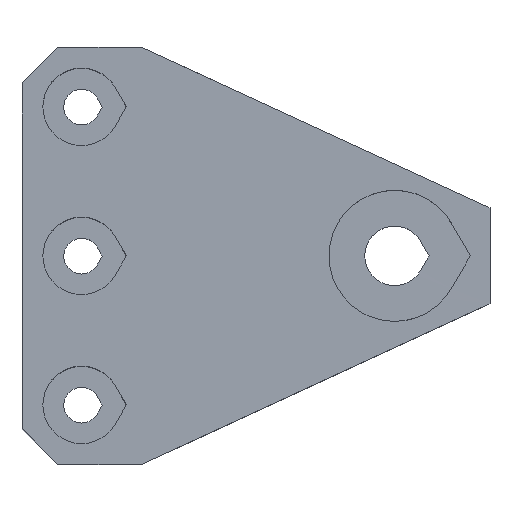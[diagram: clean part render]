
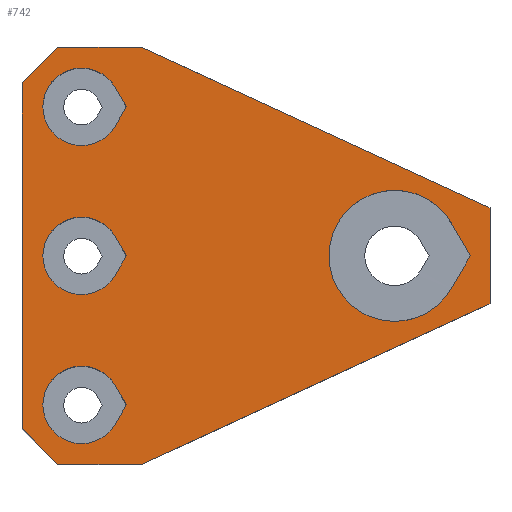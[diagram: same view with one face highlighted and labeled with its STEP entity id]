
A CAD part, top view. The second image highlights one B-rep face of the part: STEP entity #742.
In plain terms, the highlighted planar face has unit normal (0, 0, 1).
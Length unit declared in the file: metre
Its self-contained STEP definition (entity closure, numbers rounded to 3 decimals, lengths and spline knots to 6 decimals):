
#24=CIRCLE('',#786,0.0065);
#26=CIRCLE('',#789,0.0065);
#28=CIRCLE('',#792,0.0065);
#33=CIRCLE('',#809,0.011);
#118=ORIENTED_EDGE('',*,*,#308,.F.);
#119=ORIENTED_EDGE('',*,*,#305,.F.);
#120=ORIENTED_EDGE('',*,*,#309,.T.);
#121=ORIENTED_EDGE('',*,*,#310,.F.);
#122=ORIENTED_EDGE('',*,*,#268,.F.);
#123=ORIENTED_EDGE('',*,*,#311,.T.);
#124=ORIENTED_EDGE('',*,*,#312,.F.);
#125=ORIENTED_EDGE('',*,*,#264,.F.);
#126=ORIENTED_EDGE('',*,*,#313,.T.);
#127=ORIENTED_EDGE('',*,*,#314,.F.);
#128=ORIENTED_EDGE('',*,*,#260,.F.);
#129=ORIENTED_EDGE('',*,*,#315,.T.);
#130=ORIENTED_EDGE('',*,*,#292,.T.);
#131=ORIENTED_EDGE('',*,*,#316,.T.);
#132=ORIENTED_EDGE('',*,*,#294,.T.);
#133=ORIENTED_EDGE('',*,*,#298,.F.);
#134=ORIENTED_EDGE('',*,*,#301,.F.);
#135=ORIENTED_EDGE('',*,*,#303,.T.);
#136=ORIENTED_EDGE('',*,*,#286,.F.);
#137=ORIENTED_EDGE('',*,*,#317,.T.);
#260=EDGE_CURVE('',#363,#361,#24,.T.);
#264=EDGE_CURVE('',#367,#365,#26,.T.);
#268=EDGE_CURVE('',#371,#369,#28,.T.);
#286=EDGE_CURVE('',#385,#386,#444,.T.);
#292=EDGE_CURVE('',#390,#389,#450,.T.);
#294=EDGE_CURVE('',#391,#392,#452,.T.);
#298=EDGE_CURVE('',#393,#392,#456,.T.);
#301=EDGE_CURVE('',#394,#393,#459,.T.);
#303=EDGE_CURVE('',#394,#386,#461,.T.);
#305=EDGE_CURVE('',#395,#397,#33,.T.);
#308=EDGE_CURVE('',#397,#399,#464,.T.);
#309=EDGE_CURVE('',#395,#399,#465,.T.);
#310=EDGE_CURVE('',#369,#400,#466,.T.);
#311=EDGE_CURVE('',#371,#400,#467,.T.);
#312=EDGE_CURVE('',#365,#401,#468,.T.);
#313=EDGE_CURVE('',#367,#401,#469,.T.);
#314=EDGE_CURVE('',#361,#402,#470,.T.);
#315=EDGE_CURVE('',#363,#402,#471,.T.);
#316=EDGE_CURVE('',#389,#391,#472,.F.);
#317=EDGE_CURVE('',#385,#390,#473,.T.);
#361=VERTEX_POINT('',#1075);
#363=VERTEX_POINT('',#1079);
#365=VERTEX_POINT('',#1084);
#367=VERTEX_POINT('',#1088);
#369=VERTEX_POINT('',#1093);
#371=VERTEX_POINT('',#1097);
#385=VERTEX_POINT('',#1134);
#386=VERTEX_POINT('',#1136);
#389=VERTEX_POINT('',#1146);
#390=VERTEX_POINT('',#1148);
#391=VERTEX_POINT('',#1152);
#392=VERTEX_POINT('',#1153);
#393=VERTEX_POINT('',#1158);
#394=VERTEX_POINT('',#1163);
#395=VERTEX_POINT('',#1170);
#397=VERTEX_POINT('',#1173);
#399=VERTEX_POINT('',#1179);
#400=VERTEX_POINT('',#1182);
#401=VERTEX_POINT('',#1185);
#402=VERTEX_POINT('',#1188);
#444=LINE('',#1135,#531);
#450=LINE('',#1147,#537);
#452=LINE('',#1151,#539);
#456=LINE('',#1159,#543);
#459=LINE('',#1164,#546);
#461=LINE('',#1167,#548);
#464=LINE('',#1178,#551);
#465=LINE('',#1180,#552);
#466=LINE('',#1181,#553);
#467=LINE('',#1183,#554);
#468=LINE('',#1184,#555);
#469=LINE('',#1186,#556);
#470=LINE('',#1187,#557);
#471=LINE('',#1189,#558);
#472=LINE('',#1190,#559);
#473=LINE('',#1191,#560);
#531=VECTOR('',#914,1.);
#537=VECTOR('',#924,1.);
#539=VECTOR('',#928,1.);
#543=VECTOR('',#934,1.);
#546=VECTOR('',#939,1.);
#548=VECTOR('',#943,1.);
#551=VECTOR('',#954,1.);
#552=VECTOR('',#955,1.);
#553=VECTOR('',#956,1.);
#554=VECTOR('',#957,1.);
#555=VECTOR('',#958,1.);
#556=VECTOR('',#959,1.);
#557=VECTOR('',#960,1.);
#558=VECTOR('',#961,1.);
#559=VECTOR('',#962,1.);
#560=VECTOR('',#963,1.);
#607=EDGE_LOOP('',(#118,#119,#120));
#608=EDGE_LOOP('',(#121,#122,#123));
#609=EDGE_LOOP('',(#124,#125,#126));
#610=EDGE_LOOP('',(#127,#128,#129));
#611=EDGE_LOOP('',(#130,#131,#132,#133,#134,#135,#136,#137));
#660=FACE_BOUND('',#607,.T.);
#661=FACE_BOUND('',#608,.T.);
#662=FACE_BOUND('',#609,.T.);
#663=FACE_BOUND('',#610,.T.);
#664=FACE_BOUND('',#611,.T.);
#702=PLANE('',#811);
#742=ADVANCED_FACE('',(#660,#661,#662,#663,#664),#702,.T.);
#786=AXIS2_PLACEMENT_3D('',#1080,#865,#866);
#789=AXIS2_PLACEMENT_3D('',#1089,#873,#874);
#792=AXIS2_PLACEMENT_3D('',#1098,#881,#882);
#809=AXIS2_PLACEMENT_3D('',#1172,#947,#948);
#811=AXIS2_PLACEMENT_3D('',#1177,#952,#953);
#865=DIRECTION('',(0.,0.,1.));
#866=DIRECTION('',(1.,0.,0.));
#873=DIRECTION('',(0.,0.,1.));
#874=DIRECTION('',(1.,0.,0.));
#881=DIRECTION('',(0.,0.,1.));
#882=DIRECTION('',(1.,0.,0.));
#914=DIRECTION('',(1.,0.,0.));
#924=DIRECTION('',(0.,-1.,0.));
#928=DIRECTION('',(1.,0.,0.));
#934=DIRECTION('',(-0.908,-0.418,0.));
#939=DIRECTION('',(0.,-1.,0.));
#943=DIRECTION('',(-0.908,0.418,0.));
#947=DIRECTION('',(0.,0.,1.));
#948=DIRECTION('',(1.,0.,0.));
#952=DIRECTION('',(0.,0.,1.));
#953=DIRECTION('',(1.,0.,0.));
#954=DIRECTION('',(0.5,0.866,0.));
#955=DIRECTION('',(0.5,-0.866,0.));
#956=DIRECTION('',(0.5,0.866,0.));
#957=DIRECTION('',(0.5,-0.866,0.));
#958=DIRECTION('',(0.5,0.866,0.));
#959=DIRECTION('',(0.5,-0.866,0.));
#960=DIRECTION('',(0.5,0.866,0.));
#961=DIRECTION('',(0.5,-0.866,0.));
#962=DIRECTION('',(-0.707,0.707,0.));
#963=DIRECTION('',(-0.707,-0.707,0.));
#1075=CARTESIAN_POINT('',(-0.354371,0.16675,0.054));
#1079=CARTESIAN_POINT('',(-0.354372,0.173254,0.054));
#1080=CARTESIAN_POINT('',(-0.36,0.17,0.054));
#1084=CARTESIAN_POINT('',(-0.354371,0.19175,0.054));
#1088=CARTESIAN_POINT('',(-0.354372,0.198254,0.054));
#1089=CARTESIAN_POINT('',(-0.36,0.195,0.054));
#1093=CARTESIAN_POINT('',(-0.354371,0.21675,0.054));
#1097=CARTESIAN_POINT('',(-0.354372,0.223254,0.054));
#1098=CARTESIAN_POINT('',(-0.36,0.22,0.054));
#1134=CARTESIAN_POINT('',(-0.364,0.23,0.054));
#1135=CARTESIAN_POINT('',(-0.36,0.23,0.054));
#1136=CARTESIAN_POINT('',(-0.35,0.23,0.054));
#1146=CARTESIAN_POINT('',(-0.37,0.166,0.054));
#1147=CARTESIAN_POINT('',(-0.37,0.195,0.054));
#1148=CARTESIAN_POINT('',(-0.37,0.224,0.054));
#1151=CARTESIAN_POINT('',(-0.36,0.16,0.054));
#1152=CARTESIAN_POINT('',(-0.364,0.16,0.054));
#1153=CARTESIAN_POINT('',(-0.35,0.16,0.054));
#1158=CARTESIAN_POINT('',(-0.2915,0.18695,0.054));
#1159=CARTESIAN_POINT('',(-0.32075,0.173475,0.054));
#1163=CARTESIAN_POINT('',(-0.2915,0.20305,0.054));
#1164=CARTESIAN_POINT('',(-0.2915,0.195,0.054));
#1167=CARTESIAN_POINT('',(-0.32075,0.216525,0.054));
#1170=CARTESIAN_POINT('',(-0.297976,0.200506,0.054));
#1172=CARTESIAN_POINT('',(-0.3075,0.195,0.054));
#1173=CARTESIAN_POINT('',(-0.297973,0.1895,0.053999));
#1177=CARTESIAN_POINT('',(-0.33075,0.195,0.054));
#1178=CARTESIAN_POINT('',(-0.297974,0.1895,0.054));
#1179=CARTESIAN_POINT('',(-0.294798,0.195,0.054));
#1180=CARTESIAN_POINT('',(-0.297974,0.2005,0.054));
#1181=CARTESIAN_POINT('',(-0.354371,0.21675,0.054));
#1182=CARTESIAN_POINT('',(-0.352494,0.22,0.054));
#1183=CARTESIAN_POINT('',(-0.354371,0.22325,0.054));
#1184=CARTESIAN_POINT('',(-0.354371,0.19175,0.054));
#1185=CARTESIAN_POINT('',(-0.352494,0.195,0.054));
#1186=CARTESIAN_POINT('',(-0.354371,0.19825,0.054));
#1187=CARTESIAN_POINT('',(-0.354371,0.16675,0.054));
#1188=CARTESIAN_POINT('',(-0.352494,0.17,0.054));
#1189=CARTESIAN_POINT('',(-0.354371,0.17325,0.054));
#1190=CARTESIAN_POINT('',(-0.364875,0.160875,0.054));
#1191=CARTESIAN_POINT('',(-0.364875,0.229125,0.054));
